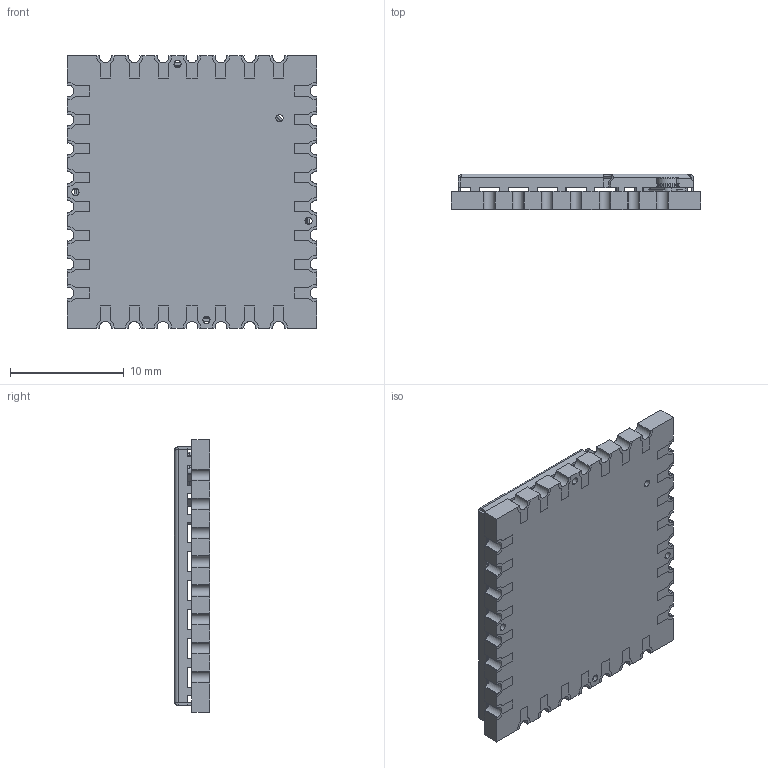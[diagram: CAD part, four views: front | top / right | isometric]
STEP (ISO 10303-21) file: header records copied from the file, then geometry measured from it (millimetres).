
FILE_DESCRIPTION (( 'STEP AP214' ), '1' );
FILE_NAME ('vn200_smd.STEP', '2016-02-01T18:04:23', ( 'davis' ), ( '' ), 'SwSTEP 2.0', 'SolidWorks 2014', '' );
FILE_SCHEMA (( 'AUTOMOTIVE_DESIGN' ));
Length unit declared in the file: inch
Products named in the file (4): UFL_Receptacle; vn200_shield; vn200_pcb; vn200_smd
Assembly tree (3 placements, depth 2):
  vn200_smd
    vn200_pcb
    vn200_shield
    UFL_Receptacle
Bounding box: 22 x 3.1 x 24 mm (x, y, z)
Volume: 913.7 mm3; surface area: 2322.6 mm2
Topology: 3 solids, 3 shells, 927 faces, 2633 edges, 1740 vertices
Faces by surface type: plane 564, cylinder 288, bspline 68, cone 6, sphere 1
Entity records: 35942 total; most frequent: CARTESIAN_POINT 7449, ORIENTED_EDGE 5260, DIRECTION 4790, EDGE_CURVE 2630, VECTOR 1928, LINE 1928, VERTEX_POINT 1738, AXIS2_PLACEMENT_3D 1431
